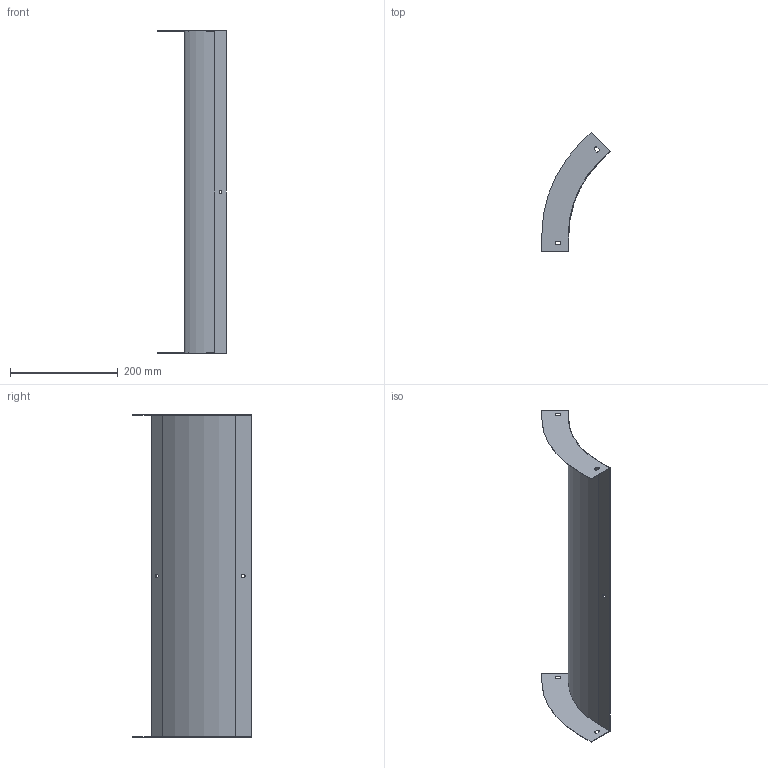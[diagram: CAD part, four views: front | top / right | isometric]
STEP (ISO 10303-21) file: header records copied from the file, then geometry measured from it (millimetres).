
FILE_DESCRIPTION (( 'STEP AP203' ), '1' );
FILE_NAME ('Óãîë âåðòèêàëüíûé âíåøíèé CD45_36848.STEP', '2012-11-12T13:08:14', ( 'Àñååâ' ), ( '' ), 'SwSTEP 2.0', 'SolidWorks 2012', '' );
FILE_SCHEMA (( 'CONFIG_CONTROL_DESIGN' ));
Length unit declared in the file: millimetre
Products named in the file (1): Óãîë âåðòèêàëüíûé âíåøíèé CD45_36848
Bounding box: 126.9 x 221 x 600 mm (x, y, z)
Volume: 118407.3 mm3; surface area: 297663.3 mm2
Topology: 1 solids, 1 shells, 36 faces, 103 edges, 69 vertices
Faces by surface type: plane 22, cylinder 14
Full cylindrical faces by diameter (mm): 7 x2
Entity records: 1265 total; most frequent: CARTESIAN_POINT 205, DIRECTION 202, ORIENTED_EDGE 200, EDGE_CURVE 100, VECTOR 72, LINE 72, VERTEX_POINT 68, AXIS2_PLACEMENT_3D 65
